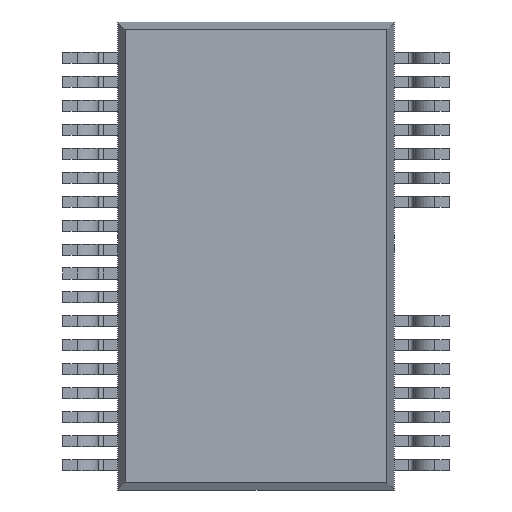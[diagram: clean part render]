
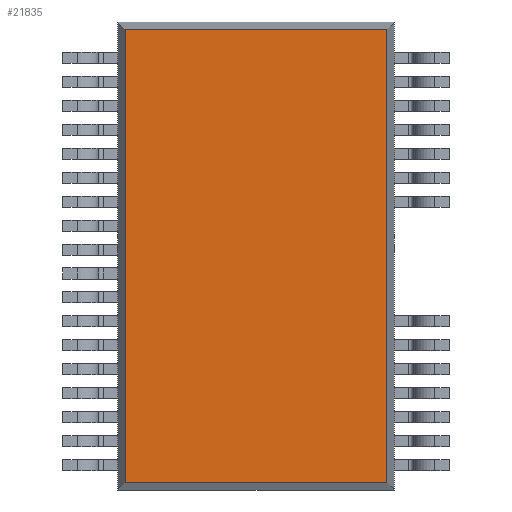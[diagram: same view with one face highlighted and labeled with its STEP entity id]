
A CAD part, front view. The second image highlights one B-rep face of the part: STEP entity #21835.
In plain terms, the highlighted planar face has unit normal (0, -1, 0).
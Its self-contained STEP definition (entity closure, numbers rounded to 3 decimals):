
#394 = CARTESIAN_POINT ( 'NONE',  ( 3.55, 0., 6.15 ) ) ;
#1395 = DIRECTION ( 'NONE',  ( 0., 0., -1. ) ) ;
#1513 = CARTESIAN_POINT ( 'NONE',  ( 0., 0., 6.15 ) ) ;
#1726 = EDGE_CURVE ( 'NONE', #30932, #18373, #28378, .T. ) ;
#2171 = CARTESIAN_POINT ( 'NONE',  ( 0., 0., -6.15 ) ) ;
#2254 = LINE ( 'NONE', #33716, #29175 ) ;
#6908 = CARTESIAN_POINT ( 'NONE',  ( 0., 0., 0. ) ) ;
#7084 = DIRECTION ( 'NONE',  ( 0., 1., 0. ) ) ;
#8909 = CARTESIAN_POINT ( 'NONE',  ( -3.55, 0., -6.15 ) ) ;
#9869 = ORIENTED_EDGE ( 'NONE', *, *, #19953, .T. ) ;
#12448 = CARTESIAN_POINT ( 'NONE',  ( -3.55, 0., 0. ) ) ;
#12885 = EDGE_CURVE ( 'NONE', #16662, #34189, #2254, .T. ) ;
#13002 = ORIENTED_EDGE ( 'NONE', *, *, #1726, .T. ) ;
#13149 = EDGE_CURVE ( 'NONE', #18373, #16662, #25876, .T. ) ;
#13537 = VECTOR ( 'NONE', #15470, 1000. ) ;
#13833 = VECTOR ( 'NONE', #1395, 1000. ) ;
#14983 = LINE ( 'NONE', #1513, #33412 ) ;
#15470 = DIRECTION ( 'NONE',  ( 1., 0., 0. ) ) ;
#16592 = FACE_OUTER_BOUND ( 'NONE', #28219, .T. ) ;
#16662 = VERTEX_POINT ( 'NONE', #28556 ) ;
#18373 = VERTEX_POINT ( 'NONE', #8909 ) ;
#18762 = ORIENTED_EDGE ( 'NONE', *, *, #13149, .T. ) ;
#19489 = AXIS2_PLACEMENT_3D ( 'NONE', #6908, #7084, #22825 ) ;
#19953 = EDGE_CURVE ( 'NONE', #34189, #30932, #14983, .T. ) ;
#21835 = ADVANCED_FACE ( 'NONE', ( #16592 ), #24914, .F. ) ;
#22688 = ORIENTED_EDGE ( 'NONE', *, *, #12885, .T. ) ;
#22825 = DIRECTION ( 'NONE',  ( 0., 0., 1. ) ) ;
#24914 = PLANE ( 'NONE',  #19489 ) ;
#25876 = LINE ( 'NONE', #2171, #13537 ) ;
#25909 = DIRECTION ( 'NONE',  ( -1., 0., 0. ) ) ;
#28219 = EDGE_LOOP ( 'NONE', ( #18762, #22688, #9869, #13002 ) ) ;
#28378 = LINE ( 'NONE', #12448, #13833 ) ;
#28448 = CARTESIAN_POINT ( 'NONE',  ( -3.55, 0., 6.15 ) ) ;
#28556 = CARTESIAN_POINT ( 'NONE',  ( 3.55, 0., -6.15 ) ) ;
#29175 = VECTOR ( 'NONE', #33881, 1000. ) ;
#30932 = VERTEX_POINT ( 'NONE', #28448 ) ;
#33412 = VECTOR ( 'NONE', #25909, 1000. ) ;
#33716 = CARTESIAN_POINT ( 'NONE',  ( 3.55, 0., 0. ) ) ;
#33881 = DIRECTION ( 'NONE',  ( 0., 0., 1. ) ) ;
#34189 = VERTEX_POINT ( 'NONE', #394 ) ;
